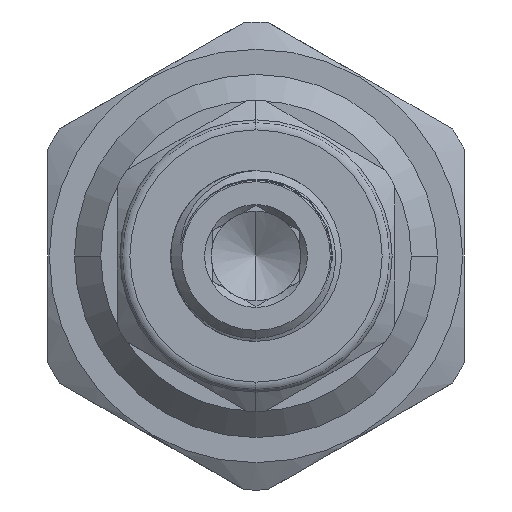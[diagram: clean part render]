
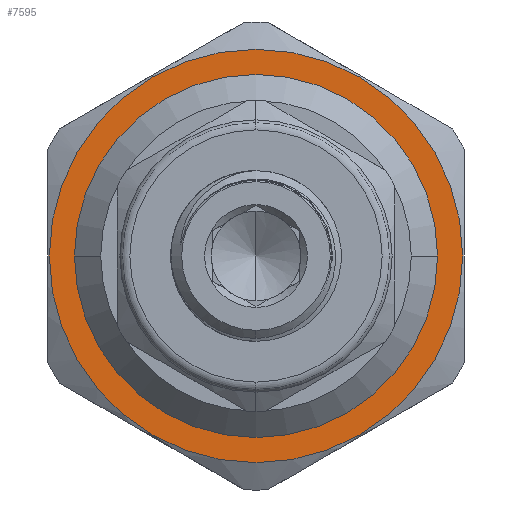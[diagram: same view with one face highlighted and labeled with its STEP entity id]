
A CAD part, left-side view. The second image highlights one B-rep face of the part: STEP entity #7595.
In plain terms, the highlighted planar face has unit normal (-1, 0, 0).
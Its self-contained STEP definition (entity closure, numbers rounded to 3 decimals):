
#196 = AXIS2_PLACEMENT_3D ( 'NONE', #7608, #615, #12066 ) ;
#421 = CIRCLE ( 'NONE', #11035, 8.3 ) ;
#615 = DIRECTION ( 'NONE',  ( -1., 0., 0. ) ) ;
#699 = DIRECTION ( 'NONE',  ( -1., 0., 0. ) ) ;
#1042 = AXIS2_PLACEMENT_3D ( 'NONE', #10391, #9096, #3432 ) ;
#1158 = CARTESIAN_POINT ( 'NONE',  ( 13.84, 9.45, 0. ) ) ;
#1175 = DIRECTION ( 'NONE',  ( 0., -1., 0. ) ) ;
#1284 = DIRECTION ( 'NONE',  ( 1., 0., 0. ) ) ;
#1789 = DIRECTION ( 'NONE',  ( -1., 0., 0. ) ) ;
#2946 = EDGE_LOOP ( 'NONE', ( #13082, #4608 ) ) ;
#3081 = DIRECTION ( 'NONE',  ( 0., 1., 0. ) ) ;
#3432 = DIRECTION ( 'NONE',  ( 0., 1., 0. ) ) ;
#4555 = VERTEX_POINT ( 'NONE', #13360 ) ;
#4608 = ORIENTED_EDGE ( 'NONE', *, *, #5012, .F. ) ;
#4667 = CARTESIAN_POINT ( 'NONE',  ( 13.84, 0., -8.3 ) ) ;
#5012 = EDGE_CURVE ( 'NONE', #9007, #14565, #8013, .T. ) ;
#5018 = CIRCLE ( 'NONE', #1042, 9.45 ) ;
#5446 = CIRCLE ( 'NONE', #196, 9.45 ) ;
#5633 = AXIS2_PLACEMENT_3D ( 'NONE', #7649, #699, #3081 ) ;
#6183 = CARTESIAN_POINT ( 'NONE',  ( 13.84, -8.3, 0. ) ) ;
#6911 = AXIS2_PLACEMENT_3D ( 'NONE', #4667, #1284, #1175 ) ;
#7042 = PLANE ( 'NONE',  #6911 ) ;
#7595 = ADVANCED_FACE ( 'NONE', ( #13601, #11226 ), #7042, .F. ) ;
#7608 = CARTESIAN_POINT ( 'NONE',  ( 13.84, 0., 0. ) ) ;
#7649 = CARTESIAN_POINT ( 'NONE',  ( 13.84, 0., 0. ) ) ;
#8013 = CIRCLE ( 'NONE', #5633, 8.3 ) ;
#8156 = CARTESIAN_POINT ( 'NONE',  ( 13.84, 8.3, 0. ) ) ;
#9007 = VERTEX_POINT ( 'NONE', #6183 ) ;
#9096 = DIRECTION ( 'NONE',  ( -1., 0., 0. ) ) ;
#9200 = EDGE_CURVE ( 'NONE', #12379, #4555, #5446, .T. ) ;
#10391 = CARTESIAN_POINT ( 'NONE',  ( 13.84, 0., 0. ) ) ;
#10424 = EDGE_LOOP ( 'NONE', ( #12165, #12917 ) ) ;
#10941 = CARTESIAN_POINT ( 'NONE',  ( 13.84, 0., 0. ) ) ;
#11035 = AXIS2_PLACEMENT_3D ( 'NONE', #10941, #1789, #12204 ) ;
#11226 = FACE_OUTER_BOUND ( 'NONE', #10424, .T. ) ;
#12066 = DIRECTION ( 'NONE',  ( 0., 1., 0. ) ) ;
#12165 = ORIENTED_EDGE ( 'NONE', *, *, #13064, .T. ) ;
#12204 = DIRECTION ( 'NONE',  ( 0., 1., 0. ) ) ;
#12379 = VERTEX_POINT ( 'NONE', #1158 ) ;
#12917 = ORIENTED_EDGE ( 'NONE', *, *, #9200, .T. ) ;
#13064 = EDGE_CURVE ( 'NONE', #4555, #12379, #5018, .T. ) ;
#13082 = ORIENTED_EDGE ( 'NONE', *, *, #14748, .F. ) ;
#13360 = CARTESIAN_POINT ( 'NONE',  ( 13.84, -9.45, 0. ) ) ;
#13601 = FACE_BOUND ( 'NONE', #2946, .T. ) ;
#14565 = VERTEX_POINT ( 'NONE', #8156 ) ;
#14748 = EDGE_CURVE ( 'NONE', #14565, #9007, #421, .T. ) ;
